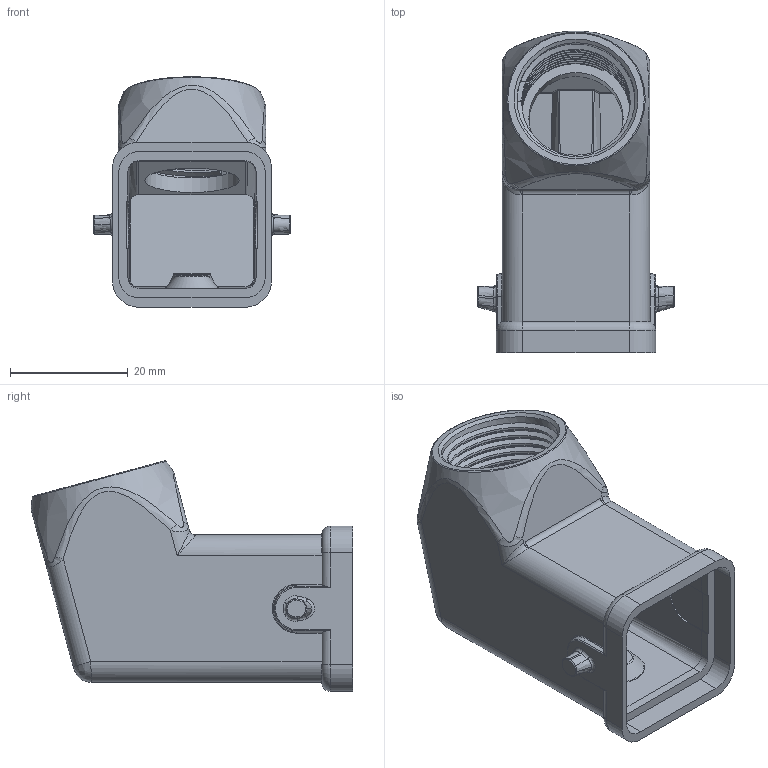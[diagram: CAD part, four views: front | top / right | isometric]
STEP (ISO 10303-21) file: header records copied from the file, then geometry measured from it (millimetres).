
FILE_DESCRIPTION (( 'STEP AP203' ), '1' );
FILE_NAME ('FH03AH02-SM200GY0 H3A-SE-2B-M20 拸logo湖梓.step', '2026-02-09T01:48:16', ( '' ), ( '' ), 'SwSTEP 2.0', 'SolidWorks 2021', '' );
FILE_SCHEMA (( 'CONFIG_CONTROL_DESIGN' ));
Length unit declared in the file: millimetre
Products named in the file (1): FH03AH02-SM200GY0 H3A-SE-2B-M20 拸logo湖梓
Bounding box: 33.4 x 54.53 x 39.07 mm (x, y, z)
Volume: 12304.9 mm3; surface area: 11493.6 mm2
Topology: 1 solids, 1 shells, 196 faces, 490 edges, 299 vertices
Faces by surface type: bspline 80, cylinder 54, plane 48, torus 9, cone 5
Full cylindrical faces by diameter (mm): 3.2 x1, 6.5 x1, 16 x1, 20 x6
Entity records: 13106 total; most frequent: CARTESIAN_POINT 9275, ORIENTED_EDGE 918, DIRECTION 553, EDGE_CURVE 459, VERTEX_POINT 284, EDGE_LOOP 209, AXIS2_PLACEMENT_3D 203, B_SPLINE_CURVE_WITH_KNOTS 202
